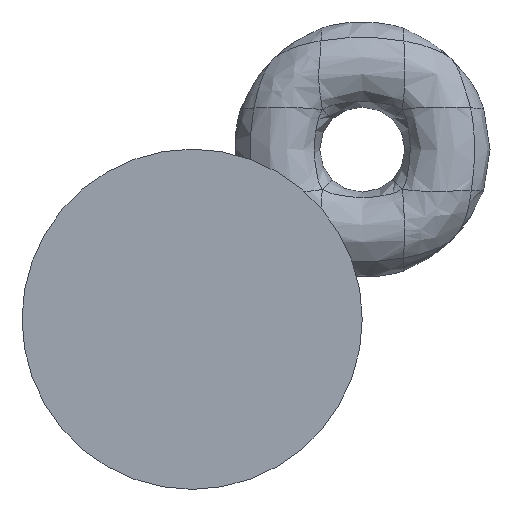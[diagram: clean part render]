
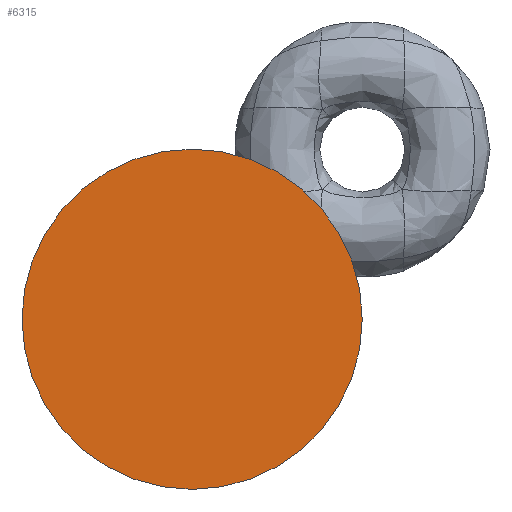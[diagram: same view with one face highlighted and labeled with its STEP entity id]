
A CAD part, top view. The second image highlights one B-rep face of the part: STEP entity #6315.
In plain terms, the highlighted planar face has unit normal (0, 0, 1).
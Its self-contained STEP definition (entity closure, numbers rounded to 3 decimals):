
#1502 = CONICAL_SURFACE('',#1503,2.,0.197);
#1503 = AXIS2_PLACEMENT_3D('',#1504,#1505,#1506);
#1504 = CARTESIAN_POINT('',(0.,0.,0.));
#1505 = DIRECTION('',(0.,0.,1.));
#1506 = DIRECTION('',(1.,0.,0.));
#3145 = VERTEX_POINT('',#3146);
#3146 = CARTESIAN_POINT('',(4.,0.,10.));
#3167 = EDGE_CURVE('',#3145,#3145,#3168,.T.);
#3168 = SURFACE_CURVE('',#3169,(#3174,#3181),.PCURVE_S1.);
#3169 = CIRCLE('',#3170,4.);
#3170 = AXIS2_PLACEMENT_3D('',#3171,#3172,#3173);
#3171 = CARTESIAN_POINT('',(0.,0.,10.));
#3172 = DIRECTION('',(0.,0.,1.));
#3173 = DIRECTION('',(1.,0.,0.));
#3174 = PCURVE('',#1502,#3175);
#3175 = DEFINITIONAL_REPRESENTATION('',(#3176),#3180);
#3176 = LINE('',#3177,#3178);
#3177 = CARTESIAN_POINT('',(0.,10.));
#3178 = VECTOR('',#3179,1.);
#3179 = DIRECTION('',(1.,0.));
#3180 = ( GEOMETRIC_REPRESENTATION_CONTEXT(2) 
PARAMETRIC_REPRESENTATION_CONTEXT() REPRESENTATION_CONTEXT('2D SPACE',''
  ) );
#3181 = PCURVE('',#3182,#3187);
#3182 = PLANE('',#3183);
#3183 = AXIS2_PLACEMENT_3D('',#3184,#3185,#3186);
#3184 = CARTESIAN_POINT('',(0.,0.,10.));
#3185 = DIRECTION('',(0.,0.,1.));
#3186 = DIRECTION('',(1.,0.,0.));
#3187 = DEFINITIONAL_REPRESENTATION('',(#3188),#3192);
#3188 = CIRCLE('',#3189,4.);
#3189 = AXIS2_PLACEMENT_2D('',#3190,#3191);
#3190 = CARTESIAN_POINT('',(0.,0.));
#3191 = DIRECTION('',(1.,0.));
#3192 = ( GEOMETRIC_REPRESENTATION_CONTEXT(2) 
PARAMETRIC_REPRESENTATION_CONTEXT() REPRESENTATION_CONTEXT('2D SPACE',''
  ) );
#6315 = ADVANCED_FACE('',(#6316),#3182,.T.);
#6316 = FACE_BOUND('',#6317,.T.);
#6317 = EDGE_LOOP('',(#6318));
#6318 = ORIENTED_EDGE('',*,*,#3167,.T.);
